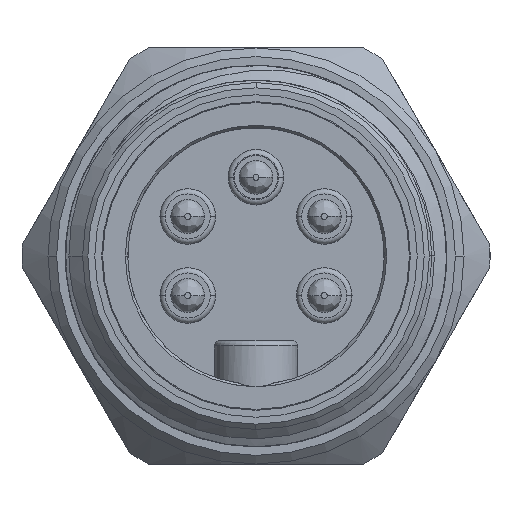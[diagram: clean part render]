
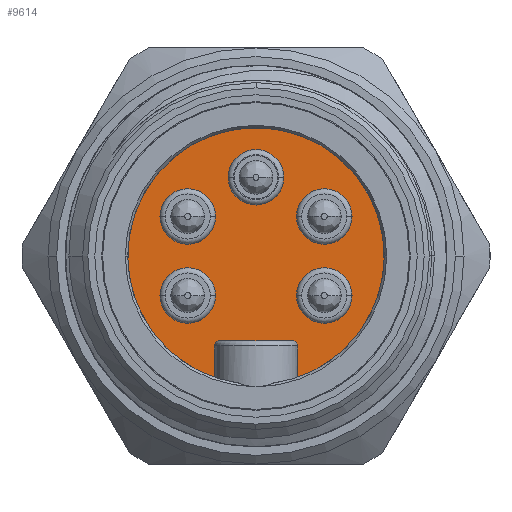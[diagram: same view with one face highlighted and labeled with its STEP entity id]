
A CAD part, front view. The second image highlights one B-rep face of the part: STEP entity #9614.
In plain terms, the highlighted planar face has unit normal (0, -1, 0).
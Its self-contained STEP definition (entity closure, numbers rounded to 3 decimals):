
#122=DIRECTION('',(0.,0.,1.));
#123=VECTOR('',#122,1.81);
#124=CARTESIAN_POINT('',(-2.4,-2.8,-7.));
#125=LINE('',#124,#123);
#126=CARTESIAN_POINT('',(-2.1,-2.8,-5.19));
#127=DIRECTION('',(0.,1.,0.));
#128=DIRECTION('',(-1.,0.,0.));
#129=AXIS2_PLACEMENT_3D('',#126,#127,#128);
#144=DIRECTION('',(1.,0.,0.));
#145=VECTOR('',#144,4.2);
#146=CARTESIAN_POINT('',(-2.1,-2.8,-4.89));
#147=LINE('',#146,#145);
#153=CARTESIAN_POINT('',(2.1,-2.8,-5.19));
#154=DIRECTION('',(0.,1.,0.));
#155=DIRECTION('',(0.,0.,1.));
#156=AXIS2_PLACEMENT_3D('',#153,#154,#155);
#162=DIRECTION('',(0.,0.,-1.));
#163=VECTOR('',#162,1.81);
#164=CARTESIAN_POINT('',(2.4,-2.8,-5.19));
#165=LINE('',#164,#163);
#166=CARTESIAN_POINT('',(0.,-2.8,0.));
#167=DIRECTION('',(0.,1.,0.));
#168=DIRECTION('',(-0.324,0.,-0.946));
#169=AXIS2_PLACEMENT_3D('',#166,#167,#168);
#171=CARTESIAN_POINT('',(-3.94,-2.8,2.28));
#172=DIRECTION('',(0.,-1.,0.));
#173=DIRECTION('',(1.,0.,0.));
#174=AXIS2_PLACEMENT_3D('',#171,#172,#173);
#176=CARTESIAN_POINT('',(-3.94,-2.8,2.28));
#177=DIRECTION('',(0.,-1.,0.));
#178=DIRECTION('',(-1.,0.,0.));
#179=AXIS2_PLACEMENT_3D('',#176,#177,#178);
#181=CARTESIAN_POINT('',(3.94,-2.8,2.28));
#182=DIRECTION('',(0.,-1.,0.));
#183=DIRECTION('',(1.,0.,0.));
#184=AXIS2_PLACEMENT_3D('',#181,#182,#183);
#186=CARTESIAN_POINT('',(3.94,-2.8,2.28));
#187=DIRECTION('',(0.,-1.,0.));
#188=DIRECTION('',(-1.,0.,0.));
#189=AXIS2_PLACEMENT_3D('',#186,#187,#188);
#191=CARTESIAN_POINT('',(-3.94,-2.8,-2.28));
#192=DIRECTION('',(0.,-1.,0.));
#193=DIRECTION('',(1.,0.,0.));
#194=AXIS2_PLACEMENT_3D('',#191,#192,#193);
#196=CARTESIAN_POINT('',(-3.94,-2.8,-2.28));
#197=DIRECTION('',(0.,-1.,0.));
#198=DIRECTION('',(-1.,0.,0.));
#199=AXIS2_PLACEMENT_3D('',#196,#197,#198);
#201=CARTESIAN_POINT('',(3.94,-2.8,-2.28));
#202=DIRECTION('',(0.,-1.,0.));
#203=DIRECTION('',(1.,0.,0.));
#204=AXIS2_PLACEMENT_3D('',#201,#202,#203);
#206=CARTESIAN_POINT('',(3.94,-2.8,-2.28));
#207=DIRECTION('',(0.,-1.,0.));
#208=DIRECTION('',(-1.,0.,0.));
#209=AXIS2_PLACEMENT_3D('',#206,#207,#208);
#211=CARTESIAN_POINT('',(0.,-2.8,4.54));
#212=DIRECTION('',(0.,-1.,0.));
#213=DIRECTION('',(1.,0.,0.));
#214=AXIS2_PLACEMENT_3D('',#211,#212,#213);
#216=CARTESIAN_POINT('',(0.,-2.8,4.54));
#217=DIRECTION('',(0.,-1.,0.));
#218=DIRECTION('',(-1.,0.,0.));
#219=AXIS2_PLACEMENT_3D('',#216,#217,#218);
#8236=CARTESIAN_POINT('',(-2.4,-2.8,-7.));
#8237=VERTEX_POINT('',#8236);
#8238=CARTESIAN_POINT('',(2.4,-2.8,-7.));
#8239=VERTEX_POINT('',#8238);
#8240=CARTESIAN_POINT('',(-2.34,-2.8,2.28));
#8241=CARTESIAN_POINT('',(-5.54,-2.8,2.28));
#8242=VERTEX_POINT('',#8240);
#8243=VERTEX_POINT('',#8241);
#8244=CARTESIAN_POINT('',(5.54,-2.8,2.28));
#8245=CARTESIAN_POINT('',(2.34,-2.8,2.28));
#8246=VERTEX_POINT('',#8244);
#8247=VERTEX_POINT('',#8245);
#8248=CARTESIAN_POINT('',(-2.34,-2.8,-2.28));
#8249=CARTESIAN_POINT('',(-5.54,-2.8,-2.28));
#8250=VERTEX_POINT('',#8248);
#8251=VERTEX_POINT('',#8249);
#8276=CARTESIAN_POINT('',(5.54,-2.8,-2.28));
#8277=CARTESIAN_POINT('',(2.34,-2.8,-2.28));
#8278=VERTEX_POINT('',#8276);
#8279=VERTEX_POINT('',#8277);
#8296=CARTESIAN_POINT('',(1.6,-2.8,4.54));
#8297=CARTESIAN_POINT('',(-1.6,-2.8,4.54));
#8298=VERTEX_POINT('',#8296);
#8299=VERTEX_POINT('',#8297);
#8309=CARTESIAN_POINT('',(2.4,-2.8,-5.19));
#8311=VERTEX_POINT('',#8309);
#8313=CARTESIAN_POINT('',(2.1,-2.8,-4.89));
#8315=VERTEX_POINT('',#8313);
#8320=CARTESIAN_POINT('',(-2.1,-2.8,-4.89));
#8321=VERTEX_POINT('',#8320);
#8322=CARTESIAN_POINT('',(-2.4,-2.8,-5.19));
#8323=VERTEX_POINT('',#8322);
#9570=CARTESIAN_POINT('',(-3.7,-2.8,0.));
#9571=DIRECTION('',(0.,-1.,0.));
#9572=DIRECTION('',(0.,0.,-1.));
#9573=AXIS2_PLACEMENT_3D('',#9570,#9571,#9572);
#9574=PLANE('',#9573);
#9575=ORIENTED_EDGE('',*,*,#9561,.F.);
#9576=ORIENTED_EDGE('',*,*,#9550,.F.);
#9577=ORIENTED_EDGE('',*,*,#9535,.F.);
#9578=ORIENTED_EDGE('',*,*,#9520,.F.);
#9579=ORIENTED_EDGE('',*,*,#9505,.F.);
#9581=ORIENTED_EDGE('',*,*,#9580,.T.);
#9582=EDGE_LOOP('',(#9575,#9576,#9577,#9578,#9579,#9581));
#9583=FACE_OUTER_BOUND('',#9582,.F.);
#9585=ORIENTED_EDGE('',*,*,#9584,.T.);
#9587=ORIENTED_EDGE('',*,*,#9586,.T.);
#9588=EDGE_LOOP('',(#9585,#9587));
#9589=FACE_BOUND('',#9588,.F.);
#9591=ORIENTED_EDGE('',*,*,#9590,.T.);
#9593=ORIENTED_EDGE('',*,*,#9592,.T.);
#9594=EDGE_LOOP('',(#9591,#9593));
#9595=FACE_BOUND('',#9594,.F.);
#9597=ORIENTED_EDGE('',*,*,#9596,.T.);
#9599=ORIENTED_EDGE('',*,*,#9598,.T.);
#9600=EDGE_LOOP('',(#9597,#9599));
#9601=FACE_BOUND('',#9600,.F.);
#9603=ORIENTED_EDGE('',*,*,#9602,.T.);
#9605=ORIENTED_EDGE('',*,*,#9604,.T.);
#9606=EDGE_LOOP('',(#9603,#9605));
#9607=FACE_BOUND('',#9606,.F.);
#9609=ORIENTED_EDGE('',*,*,#9608,.T.);
#9611=ORIENTED_EDGE('',*,*,#9610,.T.);
#9612=EDGE_LOOP('',(#9609,#9611));
#9613=FACE_BOUND('',#9612,.F.);
#130=CIRCLE('',#129,0.3);
#157=CIRCLE('',#156,0.3);
#170=CIRCLE('',#169,7.4);
#175=CIRCLE('',#174,1.6);
#180=CIRCLE('',#179,1.6);
#185=CIRCLE('',#184,1.6);
#190=CIRCLE('',#189,1.6);
#195=CIRCLE('',#194,1.6);
#200=CIRCLE('',#199,1.6);
#205=CIRCLE('',#204,1.6);
#210=CIRCLE('',#209,1.6);
#215=CIRCLE('',#214,1.6);
#220=CIRCLE('',#219,1.6);
#9505=EDGE_CURVE('',#8237,#8323,#125,.T.);
#9520=EDGE_CURVE('',#8323,#8321,#130,.T.);
#9535=EDGE_CURVE('',#8321,#8315,#147,.T.);
#9550=EDGE_CURVE('',#8315,#8311,#157,.T.);
#9561=EDGE_CURVE('',#8311,#8239,#165,.T.);
#9580=EDGE_CURVE('',#8237,#8239,#170,.T.);
#9584=EDGE_CURVE('',#8242,#8243,#175,.T.);
#9586=EDGE_CURVE('',#8243,#8242,#180,.T.);
#9590=EDGE_CURVE('',#8246,#8247,#185,.T.);
#9592=EDGE_CURVE('',#8247,#8246,#190,.T.);
#9596=EDGE_CURVE('',#8250,#8251,#195,.T.);
#9598=EDGE_CURVE('',#8251,#8250,#200,.T.);
#9602=EDGE_CURVE('',#8278,#8279,#205,.T.);
#9604=EDGE_CURVE('',#8279,#8278,#210,.T.);
#9608=EDGE_CURVE('',#8298,#8299,#215,.T.);
#9610=EDGE_CURVE('',#8299,#8298,#220,.T.);
#9614=ADVANCED_FACE('',(#9583,#9589,#9595,#9601,#9607,#9613),#9574,.T.);
